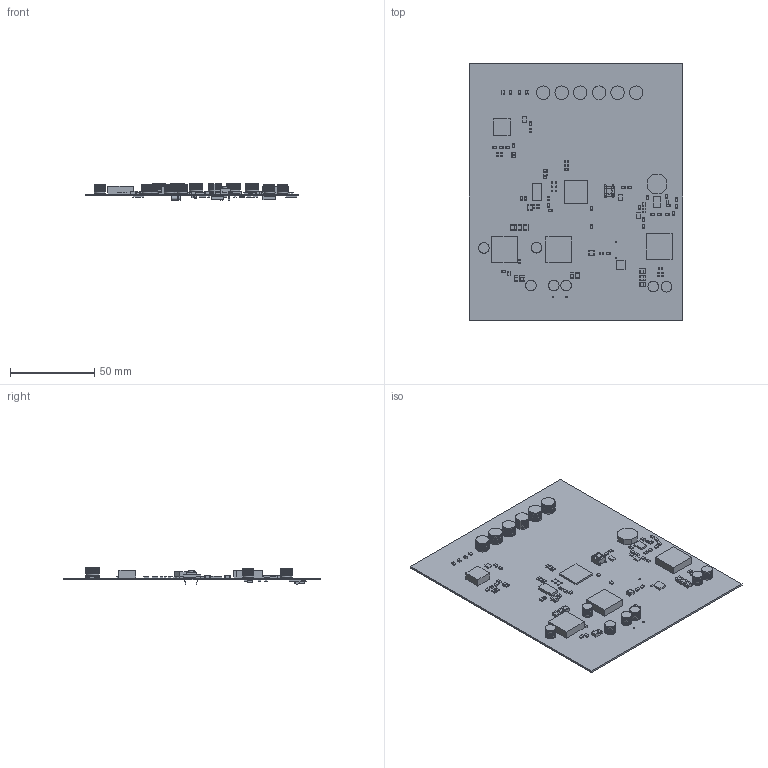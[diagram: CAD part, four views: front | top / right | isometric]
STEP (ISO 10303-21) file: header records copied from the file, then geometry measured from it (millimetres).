
FILE_DESCRIPTION(('Open CASCADE Model'),'2;1');
FILE_NAME('Open CASCADE Shape Model','2013-01-22T14:15:52',('Author'),( 'Open CASCADE'),'Open CASCADE STEP processor 6.2','Open CASCADE 6.2' ,'Unknown');
FILE_SCHEMA(('AUTOMOTIVE_DESIGN { 1 0 10303 214 1 1 1 1 }'));
Length unit declared in the file: millimetre
Products named in the file (186): PCB; Board; Kanaloa_v2.0.0_Power; OMRON-B3F_1000; OMRON-B3F_1000_B3F_1000_BUTTON; OMRON-B3F_1000_B3F_1000_BASE; 384394960; Extruded; 384395216; 384394320; 252229904; 384372688; U5Kanaloa_v2.0.0_Power; 472672480; 472672992; U4Kanaloa_v2.0.0_Power; 472672608; RoNKanaloa_v2.0.0_Power; RFBTKanaloa_v2.0.0_Power; RFBBKanaloa_v2.0.0_Power; 384394704; R10Kanaloa_v2.0.0_Power; R9Kanaloa_v2.0.0_Power; R7Kanaloa_v2.0.0_Power; R6Kanaloa_v2.0.0_Power; R5Kanaloa_v2.0.0_Power; R4Kanaloa_v2.0.0_Power; 130kKanaloa_v2.0.0_Power; 953kKanaloa_v2.0.0_Power; RLEDKanaloa_v2.0.0_Power; 472671200; TLEDKanaloa_v2.0.0_Power; ENTKanaloa_v2.0.0_Power; ENBKanaloa_v2.0.0_Power; D3Kanaloa_v2.0.0_Power; 252354608; Cylinder; 252354728; CSSKanaloa_v2.0.0_Power; CoutKanaloa_v2.0.0_Power ...
Assembly tree (447 placements, depth 4):
  PCB
    Board
    Kanaloa_v2.0.0_Power
      OMRON-B3F_1000
        OMRON-B3F_1000_B3F_1000_BUTTON
        OMRON-B3F_1000_B3F_1000_BASE
    Kanaloa_v2.0.0_Power
      384394960  x2
        Extruded
      384395216
        Extruded
    Kanaloa_v2.0.0_Power
      384394960  x2
        Extruded
      384395216
        Extruded
    Kanaloa_v2.0.0_Power
      384394320  x2
        Extruded
      252229904
        Extruded
    Kanaloa_v2.0.0_Power
      384394320  x2
        Extruded
      252229904
        Extruded
    Kanaloa_v2.0.0_Power
      384394320  x2
        Extruded
      384372688
        Extruded
    Kanaloa_v2.0.0_Power
      384394320  x2
        Extruded
      384372688
        Extruded
    U5Kanaloa_v2.0.0_Power
      472672480
        Extruded
    U5Kanaloa_v2.0.0_Power
      472672992
        Extruded
    U4Kanaloa_v2.0.0_Power
      472672608
        Extruded
    RoNKanaloa_v2.0.0_Power
      384394960  x2
        Extruded
      384395216
        Extruded
    RFBTKanaloa_v2.0.0_Power
      384394320  x2
        Extruded
      252229904
        Extruded
    RFBTKanaloa_v2.0.0_Power
      384394320  x2
        Extruded
      252229904
        Extruded
Bounding box: 127 x 152.4 x 9.87 mm (x, y, z)
Volume: 29801.7 mm3; surface area: 48991.3 mm2
Topology: 297 solids, 297 shells, 2319 faces, 5148 edges, 3432 vertices
Faces by surface type: plane 2291, cylinder 28
Full cylindrical faces by diameter (mm): 0.762 x2, 0.889 x2, 0.9 x6, 1 x4, 2.54 x1, 2.591 x1
Entity records: 26325 total; most frequent: DIRECTION 4036, CARTESIAN_POINT 3927, LINE 2284, VECTOR 2284, ORIENTED_EDGE 1632, PCURVE 1632, DEFINITIONAL_REPRESENTATION 1632, AXIS2_PLACEMENT_3D 855
